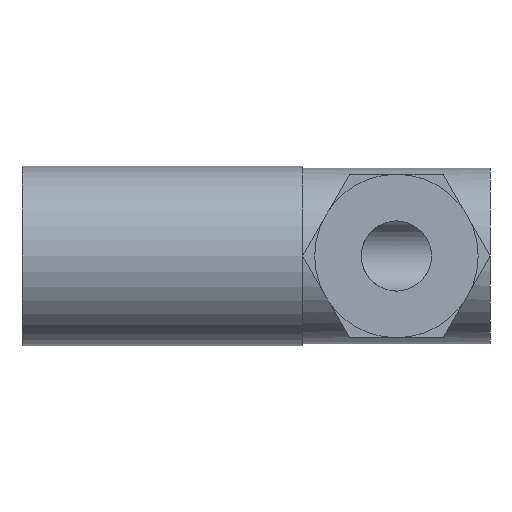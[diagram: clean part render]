
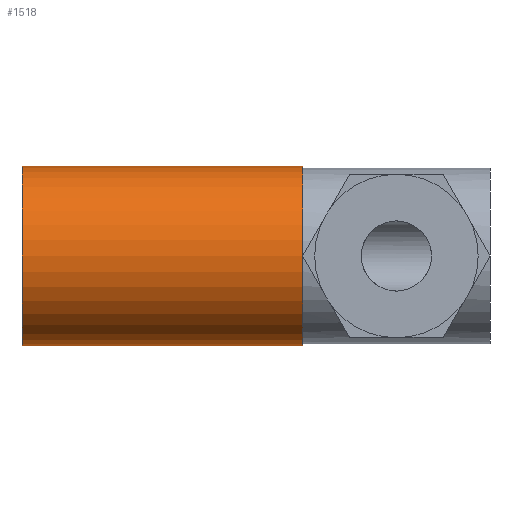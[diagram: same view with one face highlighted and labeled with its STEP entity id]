
A CAD part, front view. The second image highlights one B-rep face of the part: STEP entity #1518.
In plain terms, the highlighted cylindrical face has radius 11.5 mm (diameter 23 mm), a partial arc.
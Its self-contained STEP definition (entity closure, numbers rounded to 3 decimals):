
#6 = EDGE_CURVE ( 'NONE', #3562, #4172, #401, .T. ) ;
#134 = DIRECTION ( 'NONE',  ( -1., 0., 0. ) ) ;
#154 = DIRECTION ( 'NONE',  ( 0., 0., 1. ) ) ;
#401 = CIRCLE ( 'NONE', #1835, 11.5 ) ;
#723 = DIRECTION ( 'NONE',  ( -1., 0., 0. ) ) ;
#790 = AXIS2_PLACEMENT_3D ( 'NONE', #3088, #4280, #3003 ) ;
#1294 = FACE_OUTER_BOUND ( 'NONE', #3599, .T. ) ;
#1518 = ADVANCED_FACE ( 'NONE', ( #1294 ), #3272, .T. ) ;
#1806 = EDGE_CURVE ( 'NONE', #4172, #7311, #3924, .T. ) ;
#1835 = AXIS2_PLACEMENT_3D ( 'NONE', #3528, #6044, #5465 ) ;
#1853 = CARTESIAN_POINT ( 'NONE',  ( 0., 0., -11.5 ) ) ;
#2049 = CARTESIAN_POINT ( 'NONE',  ( 0., 0., 11.5 ) ) ;
#2077 = CARTESIAN_POINT ( 'NONE',  ( 0., 0., 11.5 ) ) ;
#2326 = ORIENTED_EDGE ( 'NONE', *, *, #6228, .F. ) ;
#2765 = VERTEX_POINT ( 'NONE', #3179 ) ;
#2859 = EDGE_CURVE ( 'NONE', #3562, #2765, #7620, .T. ) ;
#3003 = DIRECTION ( 'NONE',  ( 0., 0., 1. ) ) ;
#3058 = CARTESIAN_POINT ( 'NONE',  ( 36., 0., -11.5 ) ) ;
#3088 = CARTESIAN_POINT ( 'NONE',  ( 0., 0., 0. ) ) ;
#3179 = CARTESIAN_POINT ( 'NONE',  ( 0., 0., -11.5 ) ) ;
#3272 = CYLINDRICAL_SURFACE ( 'NONE', #6816, 11.5 ) ;
#3288 = CIRCLE ( 'NONE', #790, 11.5 ) ;
#3528 = CARTESIAN_POINT ( 'NONE',  ( 36., 0., 0. ) ) ;
#3562 = VERTEX_POINT ( 'NONE', #3058 ) ;
#3599 = EDGE_LOOP ( 'NONE', ( #5082, #6231, #7753, #2326 ) ) ;
#3924 = LINE ( 'NONE', #2077, #5795 ) ;
#4172 = VERTEX_POINT ( 'NONE', #6608 ) ;
#4280 = DIRECTION ( 'NONE',  ( -1., 0., 0. ) ) ;
#5082 = ORIENTED_EDGE ( 'NONE', *, *, #2859, .F. ) ;
#5465 = DIRECTION ( 'NONE',  ( 0., 0., 1. ) ) ;
#5795 = VECTOR ( 'NONE', #723, 1000. ) ;
#6044 = DIRECTION ( 'NONE',  ( -1., 0., 0. ) ) ;
#6228 = EDGE_CURVE ( 'NONE', #2765, #7311, #3288, .T. ) ;
#6231 = ORIENTED_EDGE ( 'NONE', *, *, #6, .T. ) ;
#6444 = CARTESIAN_POINT ( 'NONE',  ( 0., 0., 0. ) ) ;
#6580 = VECTOR ( 'NONE', #134, 1000. ) ;
#6608 = CARTESIAN_POINT ( 'NONE',  ( 36., 0., 11.5 ) ) ;
#6816 = AXIS2_PLACEMENT_3D ( 'NONE', #6444, #7062, #154 ) ;
#7062 = DIRECTION ( 'NONE',  ( -1., 0., 0. ) ) ;
#7311 = VERTEX_POINT ( 'NONE', #2049 ) ;
#7620 = LINE ( 'NONE', #1853, #6580 ) ;
#7753 = ORIENTED_EDGE ( 'NONE', *, *, #1806, .T. ) ;
